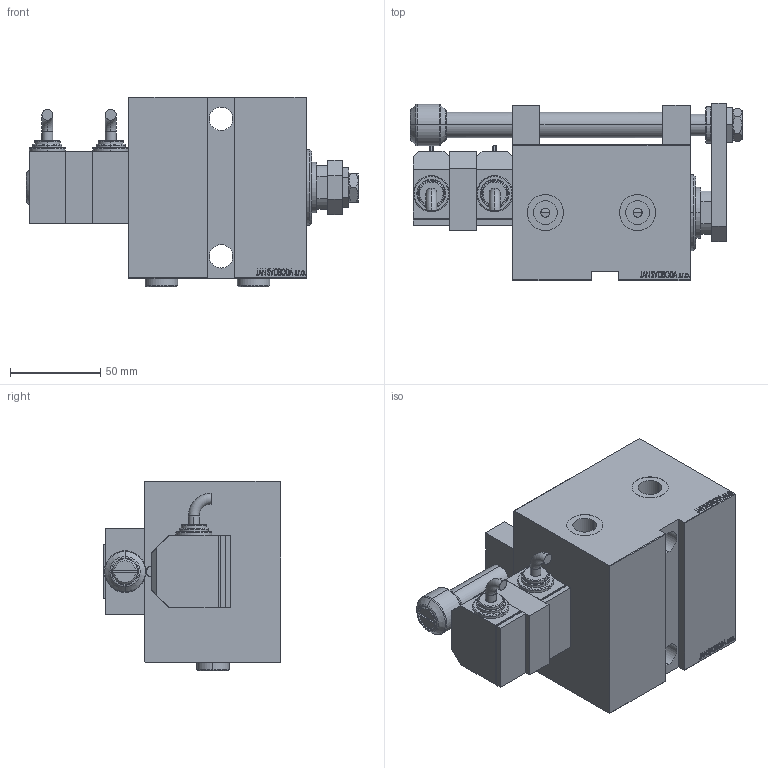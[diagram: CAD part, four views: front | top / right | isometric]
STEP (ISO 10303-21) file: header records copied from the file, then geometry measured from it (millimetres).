
FILE_DESCRIPTION (( 'STEP AP203' ), '1' );
FILE_NAME ('178b.STEP', '2024-05-20T11:49:22', ( '' ), ( '' ), 'SwSTEP 2.0', 'SolidWorks 2019', '' );
FILE_SCHEMA (( 'CONFIG_CONTROL_DESIGN' ));
Length unit declared in the file: millimetre
Products named in the file (14): TYC_P 4789e4f897db6c19a4a2a99999141e1e; 178b; V450CM_E_VCP 4789e4f897db6c19a4a2a99999141e1e; NUT_D19_P 4789e4f897db6c19a4a2a99999141e1e; KROUZEK_PRO_TYC 4789e4f897db6c19a4a2a99999141e1e; Zatka_OIL_PORT 4789e4f897db6c19a4a2a99999141e1e; V450CM_VC_B 4789e4f897db6c19a4a2a99999141e1e; SWITCH P 4789e4f897db6c19a4a2a99999141e1e; ZARAZKA_P 4789e4f897db6c19a4a2a99999141e1e; NUT_D16 4789e4f897db6c19a4a2a99999141e1e; MIDDLE 4789e4f897db6c19a4a2a99999141e1e; SWITCH_P_FRONT_BACK 4789e4f897db6c19a4a2a99999141e1e; SWITCH DIM W_B 4789e4f897db6c19a4a2a99999141e1e; V450CM_E_Body 4789e4f897db6c19a4a2a99999141e1e
Assembly tree (16 placements, depth 2):
  178b
    V450CM_E_Body 4789e4f897db6c19a4a2a99999141e1e
    V450CM_E_VCP 4789e4f897db6c19a4a2a99999141e1e
    V450CM_VC_B 4789e4f897db6c19a4a2a99999141e1e
    ZARAZKA_P 4789e4f897db6c19a4a2a99999141e1e
    KROUZEK_PRO_TYC 4789e4f897db6c19a4a2a99999141e1e
    MIDDLE 4789e4f897db6c19a4a2a99999141e1e
    NUT_D16 4789e4f897db6c19a4a2a99999141e1e
    NUT_D19_P 4789e4f897db6c19a4a2a99999141e1e
    SWITCH DIM W_B 4789e4f897db6c19a4a2a99999141e1e
    SWITCH P 4789e4f897db6c19a4a2a99999141e1e  x2
    SWITCH_P_FRONT_BACK 4789e4f897db6c19a4a2a99999141e1e  x2
    TYC_P 4789e4f897db6c19a4a2a99999141e1e
    Zatka_OIL_PORT 4789e4f897db6c19a4a2a99999141e1e  x2
Bounding box: 183.5 x 98 x 104.9 mm (x, y, z)
Volume: 825022.5 mm3; surface area: 148060.1 mm2
Topology: 16 solids, 16 shells, 1127 faces, 2802 edges, 1836 vertices
Faces by surface type: plane 556, bspline 380, cylinder 118, cone 41, torus 32
Entity records: 49747 total; most frequent: CARTESIAN_POINT 25571, ORIENTED_EDGE 5224, DIRECTION 3461, EDGE_CURVE 2612, VERTEX_POINT 1716, LINE 1529, VECTOR 1529, EDGE_LOOP 1194
